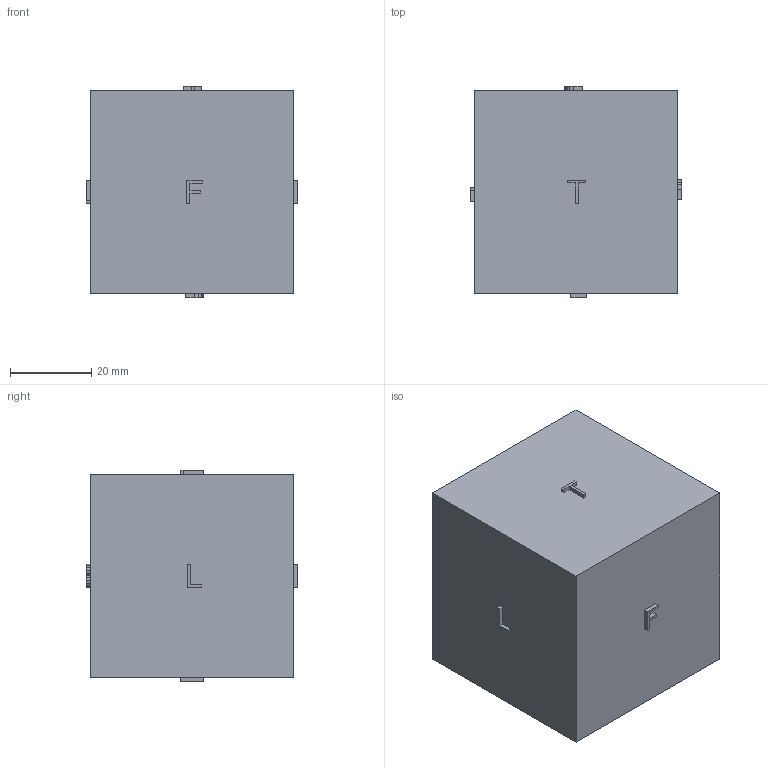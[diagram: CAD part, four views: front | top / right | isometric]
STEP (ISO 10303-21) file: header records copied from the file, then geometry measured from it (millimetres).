
FILE_DESCRIPTION(('Open CASCADE Model'),'2;1');
FILE_NAME('Open CASCADE Shape Model','2022-07-07T14:48:03',('Author'),( 'Open CASCADE'),'Open CASCADE STEP processor 7.5','Open CASCADE 7.5' ,'Unknown');
FILE_SCHEMA(('AUTOMOTIVE_DESIGN { 1 0 10303 214 1 1 1 1 }'));
Length unit declared in the file: millimetre
Products named in the file (1): Open CASCADE STEP translator 7.5 1
Bounding box: 52 x 52 x 52 mm (x, y, z)
Volume: 62213.1 mm3; surface area: 27881.2 mm2
Topology: 1 solids, 9 shells, 395 faces, 1102 edges, 728 vertices
Faces by surface type: plane 211, extrusion 184
Entity records: 31640 total; most frequent: CARTESIAN_POINT 11734, DIRECTION 2720, VECTOR 2296, ORIENTED_EDGE 2204, PCURVE 2204, DEFINITIONAL_REPRESENTATION 2204, LINE 2112, B_SPLINE_CURVE_WITH_KNOTS 1378
